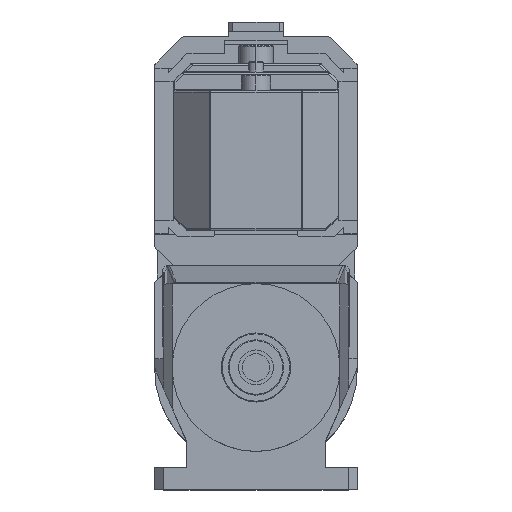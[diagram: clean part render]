
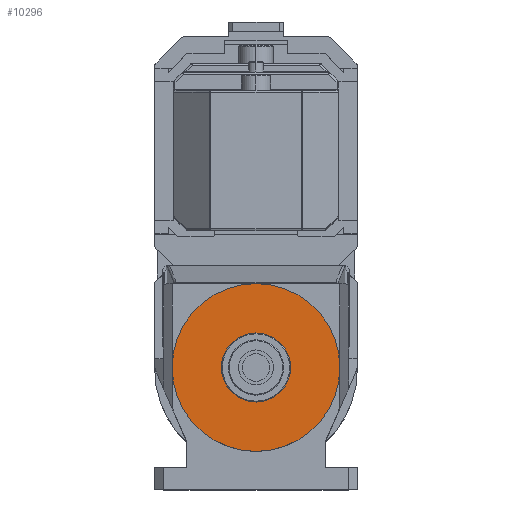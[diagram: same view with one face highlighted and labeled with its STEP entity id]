
A CAD part, top view. The second image highlights one B-rep face of the part: STEP entity #10296.
In plain terms, the highlighted planar face has unit normal (0, 0, 1).
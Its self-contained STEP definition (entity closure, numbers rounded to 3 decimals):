
#1137 = CARTESIAN_POINT ( 'NONE',  ( -37.5, 0., 2. ) ) ;
#1138 = DIRECTION ( 'NONE',  ( -1., 0., 0. ) ) ;
#1139 = DIRECTION ( 'NONE',  ( 0., 0., -1. ) ) ;
#1140 = CARTESIAN_POINT ( 'NONE',  ( 0., 0., 2. ) ) ;
#1141 = AXIS2_PLACEMENT_3D ( 'NONE', #1140, #1139, #1138 ) ;
#1142 = CIRCLE ( 'NONE', #1141, 37.5 ) ;
#1143 = CARTESIAN_POINT ( 'NONE',  ( 37.5, 0., 2. ) ) ;
#1171 = CARTESIAN_POINT ( 'NONE',  ( 91., 0., 2. ) ) ;
#1172 = DIRECTION ( 'NONE',  ( 1., 0., 0. ) ) ;
#1173 = DIRECTION ( 'NONE',  ( 0., 0., 1. ) ) ;
#1174 = CARTESIAN_POINT ( 'NONE',  ( 0., 0., 2. ) ) ;
#1175 = AXIS2_PLACEMENT_3D ( 'NONE', #1174, #1173, #1172 ) ;
#1176 = CIRCLE ( 'NONE', #1175, 91. ) ;
#1177 = CARTESIAN_POINT ( 'NONE',  ( -91., 0., 2. ) ) ;
#6976 = VERTEX_POINT ( 'NONE', #1143 ) ;
#6978 = EDGE_CURVE ( 'NONE', #6979, #6976, #1142, .T. ) ;
#6979 = VERTEX_POINT ( 'NONE', #1137 ) ;
#6990 = VERTEX_POINT ( 'NONE', #1177 ) ;
#6992 = EDGE_CURVE ( 'NONE', #6993, #6990, #1176, .T. ) ;
#6993 = VERTEX_POINT ( 'NONE', #1171 ) ;
#10294 = EDGE_LOOP ( 'NONE', ( #10371, #10369 ) ) ;
#10295 = ORIENTED_EDGE ( 'NONE', *, *, #6978, .T. ) ;
#10296 = ADVANCED_FACE ( 'NONE', ( #15084, #15083 ), #15090, .T. ) ;
#10297 = EDGE_CURVE ( 'NONE', #6976, #6979, #15077, .T. ) ;
#10303 = EDGE_LOOP ( 'NONE', ( #10295, #10373 ) ) ;
#10310 = EDGE_CURVE ( 'NONE', #6990, #6993, #15126, .T. ) ;
#10369 = ORIENTED_EDGE ( 'NONE', *, *, #10310, .T. ) ;
#10371 = ORIENTED_EDGE ( 'NONE', *, *, #6992, .T. ) ;
#10373 = ORIENTED_EDGE ( 'NONE', *, *, #10297, .T. ) ;
#15074 = DIRECTION ( 'NONE',  ( 0., 0., -1. ) ) ;
#15075 = CARTESIAN_POINT ( 'NONE',  ( 0., 0., 2. ) ) ;
#15076 = AXIS2_PLACEMENT_3D ( 'NONE', #15075, #15074, #15133 ) ;
#15077 = CIRCLE ( 'NONE', #15076, 37.5 ) ;
#15079 = DIRECTION ( 'NONE',  ( 1., 0., 0. ) ) ;
#15080 = DIRECTION ( 'NONE',  ( 0., 0., 1. ) ) ;
#15081 = CARTESIAN_POINT ( 'NONE',  ( 0., 0., 2. ) ) ;
#15082 = AXIS2_PLACEMENT_3D ( 'NONE', #15081, #15080, #15079 ) ;
#15083 = FACE_OUTER_BOUND ( 'NONE', #10294, .T. ) ;
#15084 = FACE_BOUND ( 'NONE', #10303, .T. ) ;
#15090 = PLANE ( 'NONE',  #15082 ) ;
#15118 = DIRECTION ( 'NONE',  ( 1., 0., 0. ) ) ;
#15119 = DIRECTION ( 'NONE',  ( 0., 0., 1. ) ) ;
#15120 = CARTESIAN_POINT ( 'NONE',  ( 0., 0., 2. ) ) ;
#15121 = AXIS2_PLACEMENT_3D ( 'NONE', #15120, #15119, #15118 ) ;
#15126 = CIRCLE ( 'NONE', #15121, 91. ) ;
#15133 = DIRECTION ( 'NONE',  ( -1., 0., 0. ) ) ;
